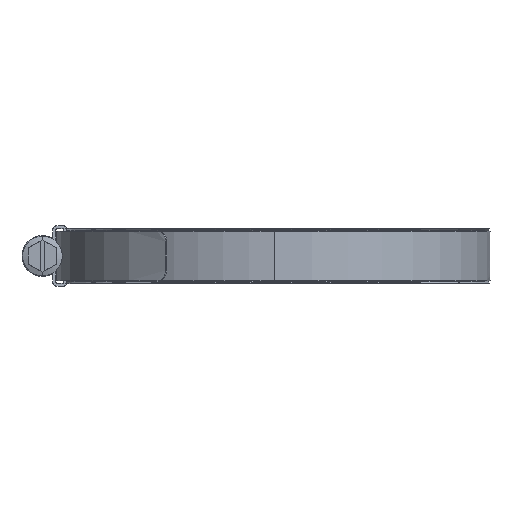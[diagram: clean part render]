
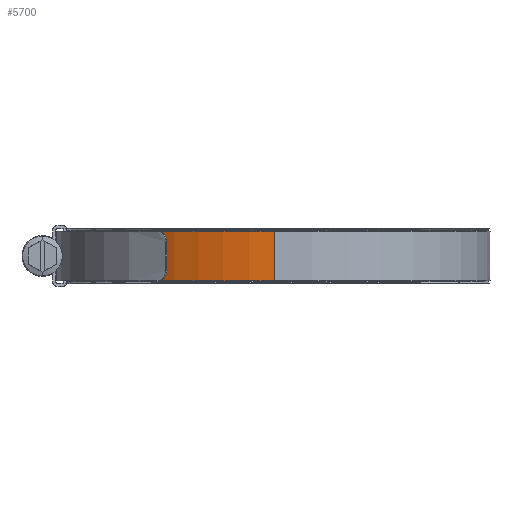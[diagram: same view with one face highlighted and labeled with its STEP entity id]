
A CAD part, left-side view. The second image highlights one B-rep face of the part: STEP entity #5700.
In plain terms, the highlighted cylindrical face has radius 61.6 mm (diameter 123.2 mm), a partial arc.
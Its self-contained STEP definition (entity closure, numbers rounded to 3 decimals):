
#37 = DIRECTION ( 'NONE',  ( 0., 0., 1. ) ) ;
#56 = EDGE_CURVE ( 'NONE', #1895, #12691, #13017, .T. ) ;
#337 = DIRECTION ( 'NONE',  ( 0., 0., -1. ) ) ;
#1029 = CYLINDRICAL_SURFACE ( 'NONE', #12612, 61.6 ) ;
#1895 = VERTEX_POINT ( 'NONE', #12300 ) ;
#1948 = DIRECTION ( 'NONE',  ( 1., 0., 0. ) ) ;
#2630 = CARTESIAN_POINT ( 'NONE',  ( -61.6, 0., 7.135 ) ) ;
#2884 = ORIENTED_EDGE ( 'NONE', *, *, #8432, .T. ) ;
#3085 = LINE ( 'NONE', #10670, #11882 ) ;
#4027 = CARTESIAN_POINT ( 'NONE',  ( 0., 0., -7.135 ) ) ;
#4283 = VERTEX_POINT ( 'NONE', #5215 ) ;
#4920 = VECTOR ( 'NONE', #337, 1000. ) ;
#5215 = CARTESIAN_POINT ( 'NONE',  ( 0., 61.6, -7.135 ) ) ;
#5271 = FACE_OUTER_BOUND ( 'NONE', #10625, .T. ) ;
#5700 = ADVANCED_FACE ( 'NONE', ( #5271 ), #1029, .T. ) ;
#6408 = CARTESIAN_POINT ( 'NONE',  ( 0., 61.6, 7.135 ) ) ;
#7357 = DIRECTION ( 'NONE',  ( -1., 0., 0. ) ) ;
#7450 = CARTESIAN_POINT ( 'NONE',  ( 0., 0., 7.135 ) ) ;
#8283 = ORIENTED_EDGE ( 'NONE', *, *, #9342, .F. ) ;
#8432 = EDGE_CURVE ( 'NONE', #9330, #4283, #3085, .T. ) ;
#8962 = ORIENTED_EDGE ( 'NONE', *, *, #10119, .T. ) ;
#9053 = DIRECTION ( 'NONE',  ( 1., 0., 0. ) ) ;
#9330 = VERTEX_POINT ( 'NONE', #6408 ) ;
#9342 = EDGE_CURVE ( 'NONE', #9330, #1895, #11236, .T. ) ;
#9376 = DIRECTION ( 'NONE',  ( 0., 0., -1. ) ) ;
#9555 = ORIENTED_EDGE ( 'NONE', *, *, #56, .F. ) ;
#9668 = DIRECTION ( 'NONE',  ( 0., 0., -1. ) ) ;
#10119 = EDGE_CURVE ( 'NONE', #4283, #12691, #11008, .T. ) ;
#10625 = EDGE_LOOP ( 'NONE', ( #9555, #8283, #2884, #8962 ) ) ;
#10670 = CARTESIAN_POINT ( 'NONE',  ( 0., 61.6, 7.135 ) ) ;
#11008 = CIRCLE ( 'NONE', #12798, 61.6 ) ;
#11236 = CIRCLE ( 'NONE', #13719, 61.6 ) ;
#11471 = DIRECTION ( 'NONE',  ( 0., 0., 1. ) ) ;
#11882 = VECTOR ( 'NONE', #9376, 1000. ) ;
#12300 = CARTESIAN_POINT ( 'NONE',  ( -61.6, 0., 7.135 ) ) ;
#12612 = AXIS2_PLACEMENT_3D ( 'NONE', #12708, #9668, #7357 ) ;
#12691 = VERTEX_POINT ( 'NONE', #13234 ) ;
#12708 = CARTESIAN_POINT ( 'NONE',  ( 0., 0., 7.135 ) ) ;
#12798 = AXIS2_PLACEMENT_3D ( 'NONE', #4027, #11471, #1948 ) ;
#13017 = LINE ( 'NONE', #2630, #4920 ) ;
#13234 = CARTESIAN_POINT ( 'NONE',  ( -61.6, 0., -7.135 ) ) ;
#13719 = AXIS2_PLACEMENT_3D ( 'NONE', #7450, #37, #9053 ) ;
